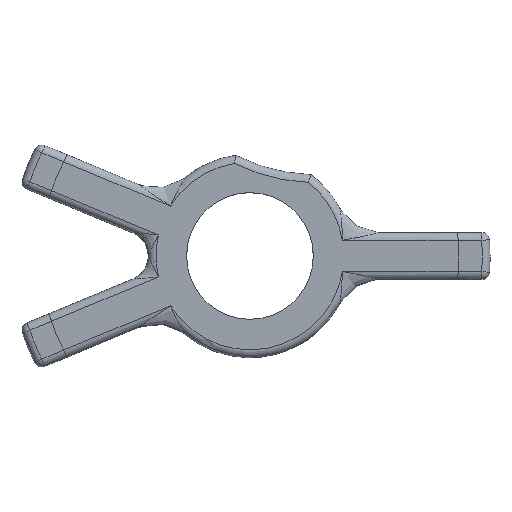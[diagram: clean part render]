
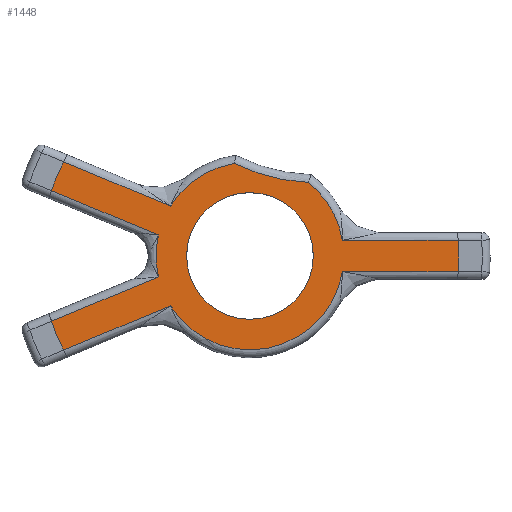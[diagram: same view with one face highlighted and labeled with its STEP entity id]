
A CAD part, top view. The second image highlights one B-rep face of the part: STEP entity #1448.
In plain terms, the highlighted planar face has unit normal (0, 0, 1).
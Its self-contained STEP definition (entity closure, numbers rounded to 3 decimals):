
#36=FACE_BOUND('',#276,.T.);
#86=PLANE('',#1639);
#180=FACE_OUTER_BOUND('',#275,.T.);
#275=EDGE_LOOP('',(#1310,#1311,#1312,#1313,#1314,#1315,#1316,#1317,#1318,
#1319,#1320,#1321,#1322,#1323));
#276=EDGE_LOOP('',(#1324));
#369=LINE('',#2392,#463);
#370=LINE('',#2474,#464);
#371=LINE('',#2534,#465);
#375=LINE('',#2658,#469);
#382=LINE('',#2734,#476);
#388=LINE('',#2798,#482);
#463=VECTOR('',#1898,10.);
#464=VECTOR('',#1905,10.);
#465=VECTOR('',#1908,10.);
#469=VECTOR('',#1928,10.);
#476=VECTOR('',#1943,10.);
#482=VECTOR('',#1957,10.);
#548=CIRCLE('',#1560,4.05);
#549=CIRCLE('',#1563,6.);
#550=CIRCLE('',#1567,6.);
#552=CIRCLE('',#1571,6.);
#556=CIRCLE('',#1583,6.);
#558=CIRCLE('',#1588,13.35);
#561=CIRCLE('',#1592,13.35);
#562=CIRCLE('',#1594,11.75);
#565=CIRCLE('',#1600,13.35);
#659=VERTEX_POINT('',#2330);
#660=VERTEX_POINT('',#2373);
#661=VERTEX_POINT('',#2391);
#662=VERTEX_POINT('',#2404);
#663=VERTEX_POINT('',#2463);
#664=VERTEX_POINT('',#2515);
#665=VERTEX_POINT('',#2533);
#666=VERTEX_POINT('',#2546);
#669=VERTEX_POINT('',#2608);
#670=VERTEX_POINT('',#2626);
#673=VERTEX_POINT('',#2647);
#678=VERTEX_POINT('',#2703);
#680=VERTEX_POINT('',#2723);
#685=VERTEX_POINT('',#2779);
#686=VERTEX_POINT('',#2797);
#818=EDGE_CURVE('',#659,#659,#548,.F.);
#822=EDGE_CURVE('',#660,#661,#369,.T.);
#825=EDGE_CURVE('',#662,#660,#549,.T.);
#828=EDGE_CURVE('',#663,#662,#370,.T.);
#831=EDGE_CURVE('',#664,#665,#371,.T.);
#834=EDGE_CURVE('',#666,#664,#550,.T.);
#840=EDGE_CURVE('',#669,#670,#552,.T.);
#845=EDGE_CURVE('',#673,#669,#375,.T.);
#856=EDGE_CURVE('',#680,#678,#382,.T.);
#865=EDGE_CURVE('',#685,#686,#388,.T.);
#868=EDGE_CURVE('',#678,#685,#556,.T.);
#873=EDGE_CURVE('',#673,#686,#558,.T.);
#880=EDGE_CURVE('',#680,#661,#561,.T.);
#881=EDGE_CURVE('',#670,#666,#562,.T.);
#887=EDGE_CURVE('',#663,#665,#565,.T.);
#1310=ORIENTED_EDGE('',*,*,#856,.F.);
#1311=ORIENTED_EDGE('',*,*,#880,.T.);
#1312=ORIENTED_EDGE('',*,*,#822,.F.);
#1313=ORIENTED_EDGE('',*,*,#825,.F.);
#1314=ORIENTED_EDGE('',*,*,#828,.F.);
#1315=ORIENTED_EDGE('',*,*,#887,.T.);
#1316=ORIENTED_EDGE('',*,*,#831,.F.);
#1317=ORIENTED_EDGE('',*,*,#834,.F.);
#1318=ORIENTED_EDGE('',*,*,#881,.F.);
#1319=ORIENTED_EDGE('',*,*,#840,.F.);
#1320=ORIENTED_EDGE('',*,*,#845,.F.);
#1321=ORIENTED_EDGE('',*,*,#873,.T.);
#1322=ORIENTED_EDGE('',*,*,#865,.F.);
#1323=ORIENTED_EDGE('',*,*,#868,.F.);
#1324=ORIENTED_EDGE('',*,*,#818,.T.);
#1448=ADVANCED_FACE('',(#180,#36),#86,.T.);
#1560=AXIS2_PLACEMENT_3D('',#2331,#1893,#1894);
#1563=AXIS2_PLACEMENT_3D('',#2413,#1901,#1902);
#1567=AXIS2_PLACEMENT_3D('',#2561,#1911,#1912);
#1571=AXIS2_PLACEMENT_3D('',#2627,#1921,#1922);
#1583=AXIS2_PLACEMENT_3D('',#2812,#1961,#1962);
#1588=AXIS2_PLACEMENT_3D('',#2822,#1974,#1975);
#1592=AXIS2_PLACEMENT_3D('',#2870,#1982,#1983);
#1594=AXIS2_PLACEMENT_3D('',#2872,#1986,#1987);
#1600=AXIS2_PLACEMENT_3D('',#2901,#1999,#2000);
#1639=AXIS2_PLACEMENT_3D('',#2956,#2085,#2086);
#1893=DIRECTION('center_axis',(0.,0.,
1.));
#1894=DIRECTION('ref_axis',(1.,0.,0.));
#1898=DIRECTION('',(-0.924,-0.383,0.));
#1901=DIRECTION('center_axis',(0.,0.,
-1.));
#1902=DIRECTION('ref_axis',(0.195,-0.981,0.));
#1905=DIRECTION('',(-1.,0.,0.));
#1908=DIRECTION('',(1.,0.,0.));
#1911=DIRECTION('center_axis',(0.,0.,
-1.));
#1912=DIRECTION('ref_axis',(0.837,0.547,0.));
#1921=DIRECTION('center_axis',(0.,0.,
-1.));
#1922=DIRECTION('ref_axis',(-0.517,0.856,0.));
#1928=DIRECTION('',(0.924,-0.383,0.));
#1943=DIRECTION('',(0.924,0.383,0.));
#1957=DIRECTION('',(-0.924,0.383,0.));
#1961=DIRECTION('center_axis',(0.,0.,
-1.));
#1962=DIRECTION('ref_axis',(-1.,0.,0.));
#1974=DIRECTION('center_axis',(0.,0.,
1.));
#1975=DIRECTION('ref_axis',(-0.709,-0.705,0.));
#1982=DIRECTION('center_axis',(0.,0.,
1.));
#1983=DIRECTION('ref_axis',(-0.709,-0.705,0.));
#1986=DIRECTION('center_axis',(0.,0.,
1.));
#1987=DIRECTION('ref_axis',(-0.25,-0.968,0.));
#1999=DIRECTION('center_axis',(0.,0.,
1.));
#2000=DIRECTION('ref_axis',(0.828,0.561,0.));
#2085=DIRECTION('center_axis',(0.,0.,
1.));
#2086=DIRECTION('ref_axis',(1.,0.,0.));
#2330=CARTESIAN_POINT('',(-8.29,16.412,-10.89));
#2331=CARTESIAN_POINT('Origin',(-4.24,16.412,-10.89));
#2373=CARTESIAN_POINT('',(-9.323,13.224,-10.89));
#2391=CARTESIAN_POINT('',(-16.157,10.394,-10.89));
#2392=CARTESIAN_POINT('',(-10.807,12.61,-10.89));
#2404=CARTESIAN_POINT('',(1.676,15.412,-10.89));
#2413=CARTESIAN_POINT('Origin',(-4.24,16.412,-10.89));
#2463=CARTESIAN_POINT('',(9.072,15.412,-10.89));
#2474=CARTESIAN_POINT('',(-0.948,15.412,-10.89));
#2515=CARTESIAN_POINT('',(1.676,17.412,-10.89));
#2533=CARTESIAN_POINT('',(9.072,17.412,-10.89));
#2534=CARTESIAN_POINT('',(3.528,17.412,-10.89));
#2546=CARTESIAN_POINT('',(-0.51,21.111,-10.89));
#2561=CARTESIAN_POINT('Origin',(-4.24,16.412,-10.89));
#2608=CARTESIAN_POINT('',(-9.323,19.6,-10.89));
#2626=CARTESIAN_POINT('',(-5.232,22.329,-10.89));
#2627=CARTESIAN_POINT('Origin',(-4.24,16.412,-10.89));
#2647=CARTESIAN_POINT('',(-16.157,22.43,-10.89));
#2658=CARTESIAN_POINT('',(-6.665,18.499,-10.89));
#2703=CARTESIAN_POINT('',(-10.089,15.072,-10.89));
#2723=CARTESIAN_POINT('',(-16.922,12.241,-10.89));
#2734=CARTESIAN_POINT('',(-7.437,16.17,-10.89));
#2779=CARTESIAN_POINT('',(-10.089,17.752,-10.89));
#2797=CARTESIAN_POINT('',(-16.922,20.582,-10.89));
#2798=CARTESIAN_POINT('',(-11.566,18.364,-10.89));
#2812=CARTESIAN_POINT('Origin',(-4.24,16.412,-10.89));
#2822=CARTESIAN_POINT('Origin',(-4.24,16.412,-10.89));
#2870=CARTESIAN_POINT('Origin',(-4.24,16.412,-10.89));
#2872=CARTESIAN_POINT('Origin',(0.,32.85,-10.89));
#2901=CARTESIAN_POINT('Origin',(-4.24,16.412,-10.89));
#2956=CARTESIAN_POINT('Origin',(-3.98,16.393,-10.89));
